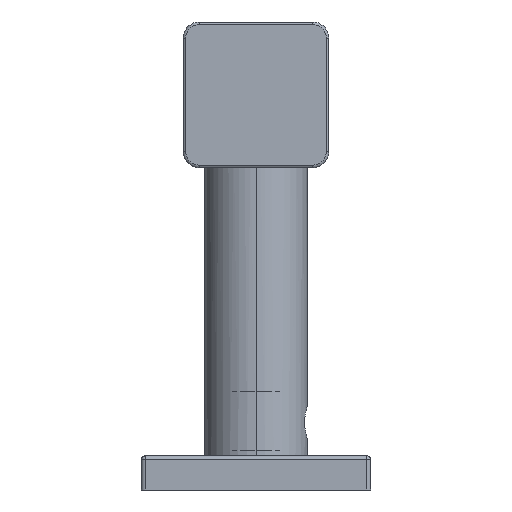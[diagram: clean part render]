
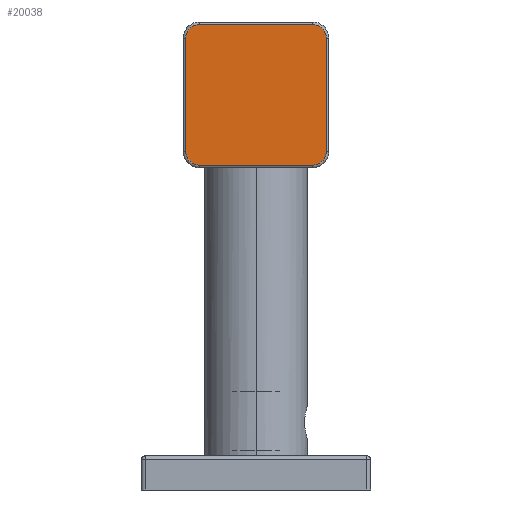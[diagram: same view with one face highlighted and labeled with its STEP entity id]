
A CAD part, left-side view. The second image highlights one B-rep face of the part: STEP entity #20038.
In plain terms, the highlighted planar face has unit normal (-1, 0, 0).
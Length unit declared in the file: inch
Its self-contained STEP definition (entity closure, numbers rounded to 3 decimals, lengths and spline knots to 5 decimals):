
#18621=DIRECTION('',(0.,0.,-1.));
#18622=VECTOR('',#18621,0.863);
#18623=CARTESIAN_POINT('',(0.,0.5365,0.4315));
#18624=LINE('',#18623,#18622);
#18625=CARTESIAN_POINT('',(0.,0.4315,0.4315));
#18626=DIRECTION('',(-1.,0.,0.));
#18627=DIRECTION('',(0.,0.,1.));
#18628=AXIS2_PLACEMENT_3D('',#18625,#18626,#18627);
#18630=DIRECTION('',(0.,1.,0.));
#18631=VECTOR('',#18630,0.863);
#18632=CARTESIAN_POINT('',(0.,-0.4315,0.5365));
#18633=LINE('',#18632,#18631);
#18634=CARTESIAN_POINT('',(0.,-0.4315,0.4315));
#18635=DIRECTION('',(-1.,0.,0.));
#18636=DIRECTION('',(0.,-1.,0.));
#18637=AXIS2_PLACEMENT_3D('',#18634,#18635,#18636);
#18639=DIRECTION('',(0.,0.,1.));
#18640=VECTOR('',#18639,0.863);
#18641=CARTESIAN_POINT('',(0.,-0.5365,-0.4315));
#18642=LINE('',#18641,#18640);
#18643=CARTESIAN_POINT('',(0.,-0.4315,-0.4315));
#18644=DIRECTION('',(-1.,0.,0.));
#18645=DIRECTION('',(0.,0.,-1.));
#18646=AXIS2_PLACEMENT_3D('',#18643,#18644,#18645);
#18648=DIRECTION('',(0.,-1.,0.));
#18649=VECTOR('',#18648,0.863);
#18650=CARTESIAN_POINT('',(0.,0.4315,-0.5365));
#18651=LINE('',#18650,#18649);
#18652=CARTESIAN_POINT('',(0.,0.4315,-0.4315));
#18653=DIRECTION('',(-1.,0.,0.));
#18654=DIRECTION('',(0.,1.,0.));
#18655=AXIS2_PLACEMENT_3D('',#18652,#18653,#18654);
#19199=CARTESIAN_POINT('',(0.,0.5365,0.4315));
#19200=CARTESIAN_POINT('',(0.,0.5365,-0.4315));
#19201=VERTEX_POINT('',#19199);
#19202=VERTEX_POINT('',#19200);
#19207=CARTESIAN_POINT('',(0.,0.4315,-0.5365));
#19208=CARTESIAN_POINT('',(0.,-0.4315,-0.5365));
#19209=VERTEX_POINT('',#19207);
#19210=VERTEX_POINT('',#19208);
#19215=CARTESIAN_POINT('',(0.,-0.5365,-0.4315));
#19216=CARTESIAN_POINT('',(0.,-0.5365,0.4315));
#19217=VERTEX_POINT('',#19215);
#19218=VERTEX_POINT('',#19216);
#19223=CARTESIAN_POINT('',(0.,-0.4315,0.5365));
#19224=CARTESIAN_POINT('',(0.,0.4315,0.5365));
#19225=VERTEX_POINT('',#19223);
#19226=VERTEX_POINT('',#19224);
#20017=CARTESIAN_POINT('',(0.,0.,0.));
#20018=DIRECTION('',(1.,0.,0.));
#20019=DIRECTION('',(0.,-1.,0.));
#20020=AXIS2_PLACEMENT_3D('',#20017,#20018,#20019);
#20021=PLANE('',#20020);
#20023=ORIENTED_EDGE('',*,*,#20022,.F.);
#20025=ORIENTED_EDGE('',*,*,#20024,.F.);
#20027=ORIENTED_EDGE('',*,*,#20026,.F.);
#20029=ORIENTED_EDGE('',*,*,#20028,.F.);
#20031=ORIENTED_EDGE('',*,*,#20030,.F.);
#20032=ORIENTED_EDGE('',*,*,#19995,.F.);
#20033=ORIENTED_EDGE('',*,*,#20007,.F.);
#20035=ORIENTED_EDGE('',*,*,#20034,.F.);
#20036=EDGE_LOOP('',(#20023,#20025,#20027,#20029,#20031,#20032,#20033,#20035));
#20037=FACE_OUTER_BOUND('',#20036,.F.);
#20038=ADVANCED_FACE('',(#20037),#20021,.F.);
#18629=CIRCLE('',#18628,0.105);
#18638=CIRCLE('',#18637,0.105);
#18647=CIRCLE('',#18646,0.105);
#18656=CIRCLE('',#18655,0.105);
#19995=EDGE_CURVE('',#19210,#19217,#18647,.T.);
#20007=EDGE_CURVE('',#19209,#19210,#18651,.T.);
#20022=EDGE_CURVE('',#19201,#19202,#18624,.T.);
#20024=EDGE_CURVE('',#19226,#19201,#18629,.T.);
#20026=EDGE_CURVE('',#19225,#19226,#18633,.T.);
#20028=EDGE_CURVE('',#19218,#19225,#18638,.T.);
#20030=EDGE_CURVE('',#19217,#19218,#18642,.T.);
#20034=EDGE_CURVE('',#19202,#19209,#18656,.T.);
